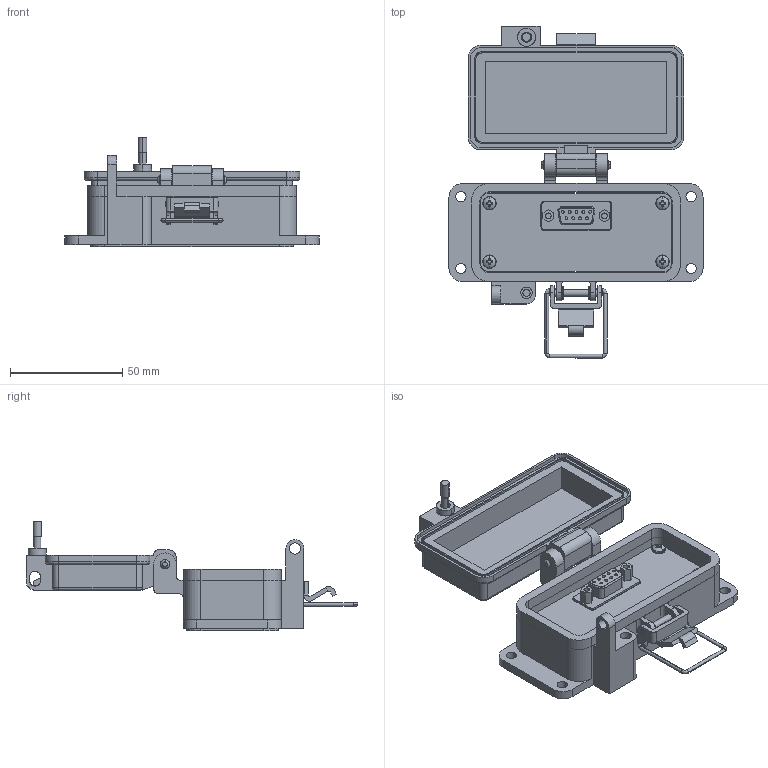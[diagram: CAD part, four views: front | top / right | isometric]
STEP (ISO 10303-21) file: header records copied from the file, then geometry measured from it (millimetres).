
FILE_DESCRIPTION (( 'STEP AP203' ), '1' );
FILE_NAME ('P-R1-F3RX_3D.STEP', '2021-02-11T20:35:46', ( '' ), ( '' ), 'SwSTEP 2.0', 'SolidWorks 2019', '' );
FILE_SCHEMA (( 'CONFIG_CONTROL_DESIGN' ));
Length unit declared in the file: millimetre
Products named in the file (12): P-R1-F3RX_FP060_1; Z-H-F3_B; Z-100-RSPP150; Z-100-RSPP150_9PINTERM; Z-100-RSPP150_DBcon_F; 92005A124_METRIC PAN HEAD PHILLIPS MACHINE SCREW_92005A124; Z-000-4243316TFP; P-R1-F3RX_BP180_1; P-R1-F3RX_3D; -F3; R1
Assembly tree (17 placements, depth 4):
  P-R1-F3RX_3D
    P-R1-F3RX_BP180_1
    P-R1-F3RX_FP060_1
    R1
      Z-100-RSPP150
        Z-100-RSPP150
        Z-100-RSPP150_9PINTERM
        Z-100-RSPP150_DBcon_F
    Z-000-4243316TFP  x4
    -F3
      Z-H-F3_B
    92005A124_METRIC PAN HEAD PHILLIPS MACHINE SCREW_92005A124  x4
Bounding box: 113 x 147.61 x 48.92 mm (x, y, z)
Volume: 83608.9 mm3; surface area: 67070.2 mm2
Topology: 23 solids, 23 shells, 2027 faces, 5541 edges, 3645 vertices
Faces by surface type: cylinder 1030, plane 711, bspline 169, cone 93, torus 16, sphere 8
Entity records: 48193 total; most frequent: CARTESIAN_POINT 15413, ORIENTED_EDGE 6888, DIRECTION 6112, EDGE_CURVE 3444, VERTEX_POINT 2268, AXIS2_PLACEMENT_3D 2097, LINE 1918, VECTOR 1918
